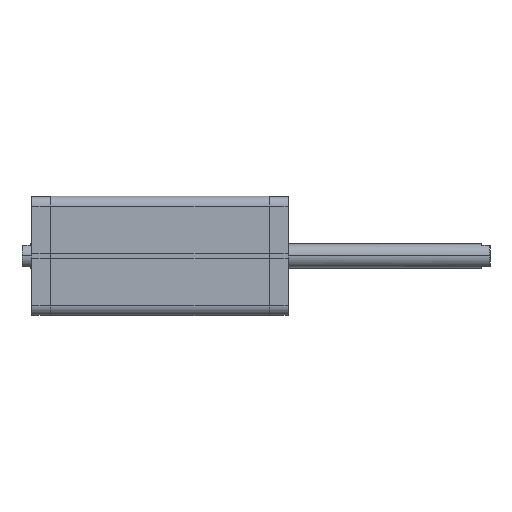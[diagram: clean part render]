
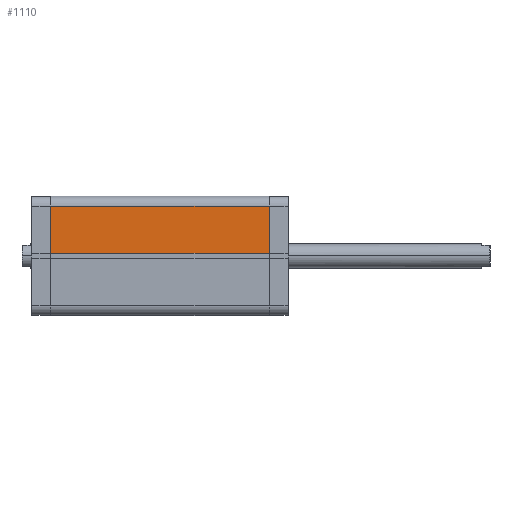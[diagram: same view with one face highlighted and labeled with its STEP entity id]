
A CAD part, top view. The second image highlights one B-rep face of the part: STEP entity #1110.
In plain terms, the highlighted face is planar.
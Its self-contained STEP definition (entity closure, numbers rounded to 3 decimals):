
#151 = VERTEX_POINT ( 'NONE', #638 ) ;
#176 = VERTEX_POINT ( 'NONE', #663 ) ;
#226 = VERTEX_POINT ( 'NONE', #713 ) ;
#241 = VERTEX_POINT ( 'NONE', #607 ) ;
#607 = CARTESIAN_POINT ( 'NONE',  ( -2.6, 62., -227.5 ) ) ;
#638 = CARTESIAN_POINT ( 'NONE',  ( -2.6, 62., 0. ) ) ;
#663 = CARTESIAN_POINT ( 'NONE',  ( -51.5, 62., -227.5 ) ) ;
#713 = CARTESIAN_POINT ( 'NONE',  ( -51.5, 62., 0. ) ) ;
#1110 = ADVANCED_FACE ( 'NONE', ( #3029 ), #6204, .T. ) ;
#1242 = EDGE_LOOP ( 'NONE', ( #2742, #2743, #2744, #2745 ) ) ;
#1717 = EDGE_CURVE ( 'NONE', #241, #176, #4082, .T. ) ;
#1724 = EDGE_CURVE ( 'NONE', #176, #226, #4094, .T. ) ;
#1729 = EDGE_CURVE ( 'NONE', #241, #151, #4098, .T. ) ;
#1730 = EDGE_CURVE ( 'NONE', #151, #226, #4114, .T. ) ;
#2742 = ORIENTED_EDGE ( 'NONE', *, *, #1730, .F. ) ;
#2743 = ORIENTED_EDGE ( 'NONE', *, *, #1729, .F. ) ;
#2744 = ORIENTED_EDGE ( 'NONE', *, *, #1717, .T. ) ;
#2745 = ORIENTED_EDGE ( 'NONE', *, *, #1724, .T. ) ;
#3029 = FACE_OUTER_BOUND ( 'NONE', #1242, .T. ) ;
#3706 = AXIS2_PLACEMENT_3D ( 'NONE', #6203, #6205, #6206 ) ;
#4082 = LINE ( 'NONE', #6623, #4092 ) ;
#4092 = VECTOR ( 'NONE', #6626, 1000. ) ;
#4094 = LINE ( 'NONE', #6640, #4104 ) ;
#4098 = LINE ( 'NONE', #6650, #4112 ) ;
#4104 = VECTOR ( 'NONE', #6643, 1000. ) ;
#4112 = VECTOR ( 'NONE', #6655, 1000. ) ;
#4114 = LINE ( 'NONE', #6656, #4115 ) ;
#4115 = VECTOR ( 'NONE', #6657, 1000. ) ;
#6203 = CARTESIAN_POINT ( 'NONE',  ( -51.5, 62., -227.5 ) ) ;
#6204 = PLANE ( 'NONE',  #3706 ) ;
#6205 = DIRECTION ( 'NONE',  ( 0., 1., 0. ) ) ;
#6206 = DIRECTION ( 'NONE',  ( 0., 0., 1. ) ) ;
#6623 = CARTESIAN_POINT ( 'NONE',  ( -51.5, 62., -227.5 ) ) ;
#6626 = DIRECTION ( 'NONE',  ( -1., 0., 0. ) ) ;
#6640 = CARTESIAN_POINT ( 'NONE',  ( -51.5, 62., -227.5 ) ) ;
#6643 = DIRECTION ( 'NONE',  ( 0., 0., 1. ) ) ;
#6650 = CARTESIAN_POINT ( 'NONE',  ( -2.6, 62., -227.5 ) ) ;
#6655 = DIRECTION ( 'NONE',  ( 0., 0., 1. ) ) ;
#6656 = CARTESIAN_POINT ( 'NONE',  ( -51.5, 62., 0. ) ) ;
#6657 = DIRECTION ( 'NONE',  ( -1., 0., 0. ) ) ;
